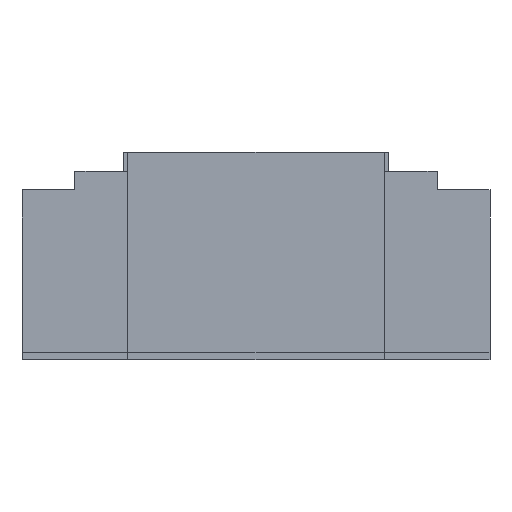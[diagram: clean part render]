
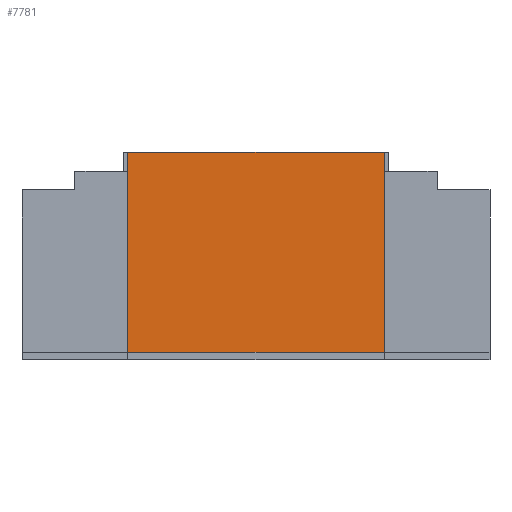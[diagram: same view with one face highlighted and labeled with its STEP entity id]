
A CAD part, front view. The second image highlights one B-rep face of the part: STEP entity #7781.
In plain terms, the highlighted planar face has unit normal (0, -1, 0).
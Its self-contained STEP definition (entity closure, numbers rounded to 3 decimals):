
#299=PLANE('',#8342);
#690=FACE_OUTER_BOUND('',#1128,.T.);
#1128=EDGE_LOOP('',(#6412,#6413,#6414,#6415));
#1636=LINE('',#11347,#2620);
#1643=LINE('',#11360,#2627);
#1876=LINE('',#11873,#2860);
#1881=LINE('',#11881,#2865);
#2620=VECTOR('',#9166,10.);
#2627=VECTOR('',#9175,10.);
#2860=VECTOR('',#9666,10.);
#2865=VECTOR('',#9673,10.);
#3688=VERTEX_POINT('',#11344);
#3689=VERTEX_POINT('',#11346);
#3693=VERTEX_POINT('',#11357);
#3845=VERTEX_POINT('',#11872);
#4504=EDGE_CURVE('',#3688,#3689,#1636,.T.);
#4511=EDGE_CURVE('',#3688,#3693,#1643,.T.);
#4764=EDGE_CURVE('',#3689,#3845,#1876,.T.);
#4769=EDGE_CURVE('',#3845,#3693,#1881,.T.);
#6412=ORIENTED_EDGE('',*,*,#4764,.F.);
#6413=ORIENTED_EDGE('',*,*,#4504,.F.);
#6414=ORIENTED_EDGE('',*,*,#4511,.T.);
#6415=ORIENTED_EDGE('',*,*,#4769,.F.);
#7781=ADVANCED_FACE('',(#690),#299,.T.);
#8342=AXIS2_PLACEMENT_3D('',#11880,#9671,#9672);
#9166=DIRECTION('',(0.,0.,-1.));
#9175=DIRECTION('',(-1.,0.,0.));
#9666=DIRECTION('',(-1.,0.,0.));
#9671=DIRECTION('center_axis',(0.,-1.,0.));
#9672=DIRECTION('ref_axis',(1.,0.,0.));
#9673=DIRECTION('',(0.,0.,1.));
#11344=CARTESIAN_POINT('',(34.,0.,27.5));
#11346=CARTESIAN_POINT('',(34.,0.,-25.5));
#11347=CARTESIAN_POINT('',(34.,0.,-27.5));
#11357=CARTESIAN_POINT('',(-34.,0.,27.5));
#11360=CARTESIAN_POINT('',(-33.,0.,27.5));
#11872=CARTESIAN_POINT('',(-34.,0.,-25.5));
#11873=CARTESIAN_POINT('',(-16.5,0.,-25.5));
#11880=CARTESIAN_POINT('Origin',(-33.,0.,-27.5));
#11881=CARTESIAN_POINT('',(-34.,0.,-27.5));
